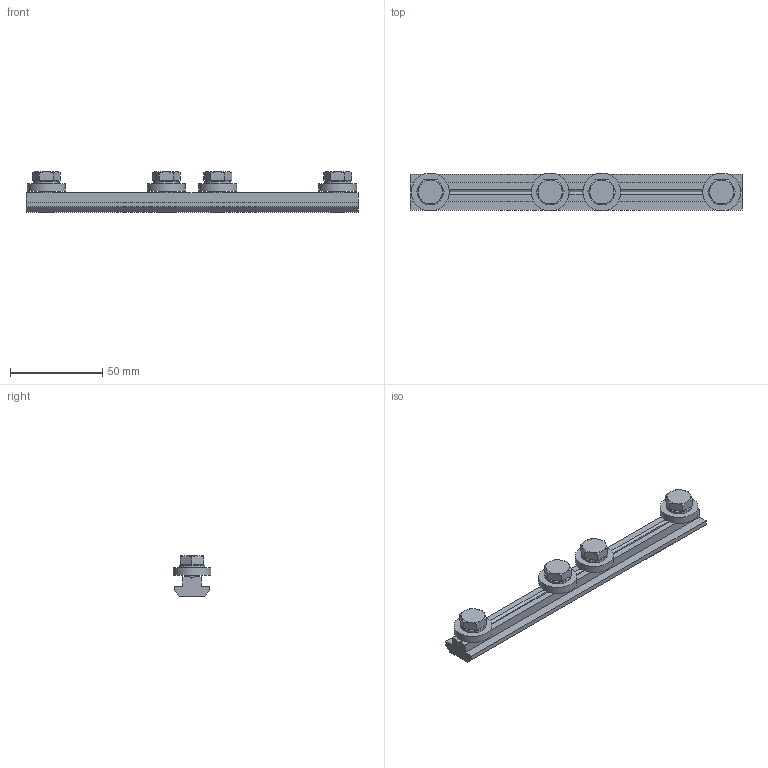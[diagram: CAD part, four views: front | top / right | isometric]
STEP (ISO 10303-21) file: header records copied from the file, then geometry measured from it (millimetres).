
FILE_DESCRIPTION(/* description */ (''),/* implementation_level */ '2;1');
FILE_NAME(/* name */ '321312.stp',/* time_stamp */ '2014-03-14T14:02:52+01:00',/* author */ ('jank'),/* organization */ ('Alutec K&K'),/* preprocessor_version */ 'ST-DEVELOPER v15.2',/* originating_system */ 'Autodesk Inventor 2014',/* authorisation */ '');
FILE_SCHEMA (('AUTOMOTIVE_DESIGN { 1 0 10303 214 3 1 1 }'));
Length unit declared in the file: millimetre
Products named in the file (1): 321312
Bounding box: 180 x 20.5 x 22 mm (x, y, z)
Volume: 35550.2 mm3; surface area: 19654.6 mm2
Topology: 13 solids, 13 shells, 143 faces, 303 edges, 190 vertices
Faces by surface type: plane 79, cylinder 32, cone 32
Full cylindrical faces by diameter (mm): 7.323 x4, 7.5 x4, 8 x8, 8.5 x4, 11.4 x4, 14 x4, 20.5 x4
Entity records: 3601 total; most frequent: CARTESIAN_POINT 685, DIRECTION 611, ORIENTED_EDGE 518, EDGE_CURVE 259, AXIS2_PLACEMENT_3D 256, EDGE_LOOP 211, VERTEX_POINT 186, FACE_OUTER_BOUND 143
